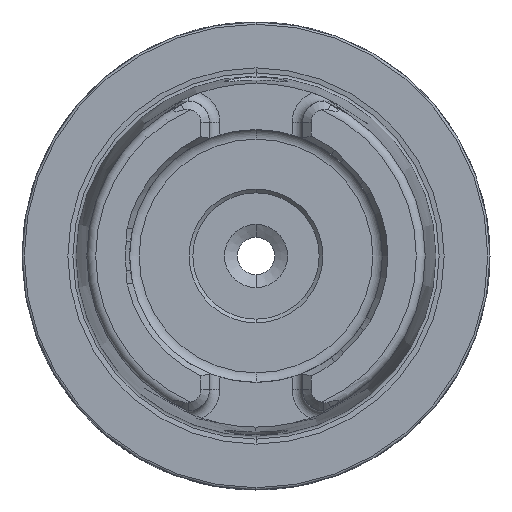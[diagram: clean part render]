
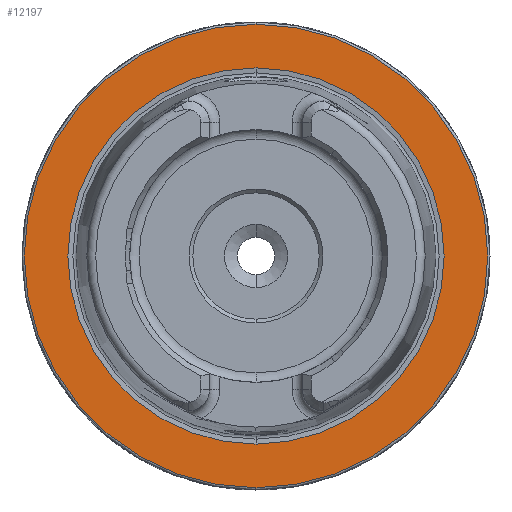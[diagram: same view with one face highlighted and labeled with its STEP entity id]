
A CAD part, left-side view. The second image highlights one B-rep face of the part: STEP entity #12197.
In plain terms, the highlighted planar face has unit normal (-1, 0, 0).
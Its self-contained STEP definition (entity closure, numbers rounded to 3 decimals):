
#1162 = ORIENTED_EDGE ( 'NONE', *, *, #9483, .F. ) ;
#1163 = ORIENTED_EDGE ( 'NONE', *, *, #2463, .F. ) ;
#1164 = ORIENTED_EDGE ( 'NONE', *, *, #2357, .T. ) ;
#1165 = ORIENTED_EDGE ( 'NONE', *, *, #9484, .T. ) ;
#1397 = VERTEX_POINT ( 'NONE', #3369 ) ;
#1398 = VERTEX_POINT ( 'NONE', #3370 ) ;
#1402 = VERTEX_POINT ( 'NONE', #3374 ) ;
#1403 = VERTEX_POINT ( 'NONE', #3375 ) ;
#2357 = EDGE_CURVE ( 'NONE', #1397, #1398, #2918, .T. ) ;
#2463 = EDGE_CURVE ( 'NONE', #1402, #1403, #3041, .T. ) ;
#2705 = AXIS2_PLACEMENT_3D ( 'NONE', #4220, #4221, #4222 ) ;
#2738 = AXIS2_PLACEMENT_3D ( 'NONE', #5011, #5012, #5013 ) ;
#2918 = CIRCLE ( 'NONE', #2705, 31.2 ) ;
#3041 = CIRCLE ( 'NONE', #2738, 25.324 ) ;
#3369 = CARTESIAN_POINT ( 'NONE',  ( 0., 0., 31.2 ) ) ;
#3370 = CARTESIAN_POINT ( 'NONE',  ( 0., 0., -31.2 ) ) ;
#3374 = CARTESIAN_POINT ( 'NONE',  ( 0., 0., -25.324 ) ) ;
#3375 = CARTESIAN_POINT ( 'NONE',  ( 0., 0., 25.324 ) ) ;
#4220 = CARTESIAN_POINT ( 'NONE',  ( 0., 0., 0. ) ) ;
#4221 = DIRECTION ( 'NONE',  ( -1., 0., 0. ) ) ;
#4222 = DIRECTION ( 'NONE',  ( 0., 0., 1. ) ) ;
#5011 = CARTESIAN_POINT ( 'NONE',  ( 0., 0., 0. ) ) ;
#5012 = DIRECTION ( 'NONE',  ( -1., 0., 0. ) ) ;
#5013 = DIRECTION ( 'NONE',  ( 0., 0., 1. ) ) ;
#5129 = AXIS2_PLACEMENT_3D ( 'NONE', #7360, #7361, #7362 ) ;
#5130 = AXIS2_PLACEMENT_3D ( 'NONE', #7363, #7364, #7365 ) ;
#5466 = AXIS2_PLACEMENT_3D ( 'NONE', #9301, #9292, #9305 ) ;
#7360 = CARTESIAN_POINT ( 'NONE',  ( 0., 0., 0. ) ) ;
#7361 = DIRECTION ( 'NONE',  ( -1., 0., 0. ) ) ;
#7362 = DIRECTION ( 'NONE',  ( 0., 0., 1. ) ) ;
#7363 = CARTESIAN_POINT ( 'NONE',  ( 0., 0., 0. ) ) ;
#7364 = DIRECTION ( 'NONE',  ( -1., 0., 0. ) ) ;
#7365 = DIRECTION ( 'NONE',  ( 0., 0., 1. ) ) ;
#7669 = CIRCLE ( 'NONE', #5129, 25.324 ) ;
#7670 = CIRCLE ( 'NONE', #5130, 31.2 ) ;
#8165 = FACE_BOUND ( 'NONE', #12464, .T. ) ;
#8169 = FACE_OUTER_BOUND ( 'NONE', #12407, .T. ) ;
#9292 = DIRECTION ( 'NONE',  ( 1., 0., 0. ) ) ;
#9301 = CARTESIAN_POINT ( 'NONE',  ( 0., 31.2, 0. ) ) ;
#9303 = PLANE ( 'NONE',  #5466 ) ;
#9305 = DIRECTION ( 'NONE',  ( 0., 0., -1. ) ) ;
#9483 = EDGE_CURVE ( 'NONE', #1403, #1402, #7669, .T. ) ;
#9484 = EDGE_CURVE ( 'NONE', #1398, #1397, #7670, .T. ) ;
#12197 = ADVANCED_FACE ( 'NONE', ( #8165, #8169 ), #9303, .F. ) ;
#12407 = EDGE_LOOP ( 'NONE', ( #1164, #1165 ) ) ;
#12464 = EDGE_LOOP ( 'NONE', ( #1162, #1163 ) ) ;
